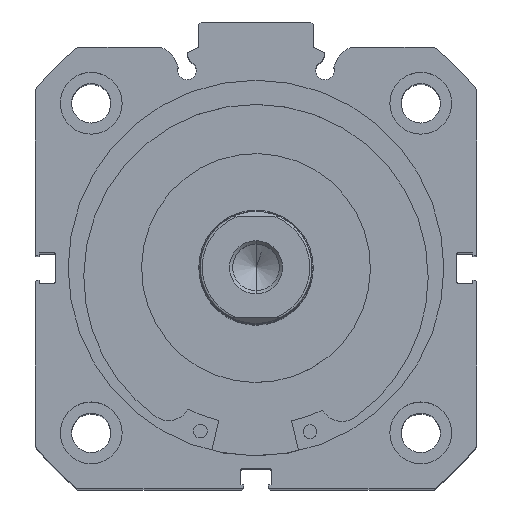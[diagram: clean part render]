
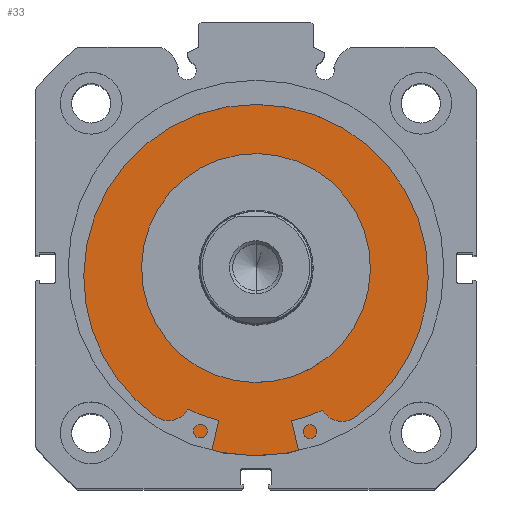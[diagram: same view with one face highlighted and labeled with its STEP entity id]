
A CAD part, top view. The second image highlights one B-rep face of the part: STEP entity #33.
In plain terms, the highlighted face is planar.
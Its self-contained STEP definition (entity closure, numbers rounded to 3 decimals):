
#33 = ADVANCED_FACE ( 'NONE', ( #2140, #2145 ), #1205, .F. ) ;
#179 = DIRECTION ( 'NONE',  ( -1., 0., 0. ) ) ;
#497 = VERTEX_POINT ( 'NONE', #914 ) ;
#563 = VERTEX_POINT ( 'NONE', #881 ) ;
#712 = VERTEX_POINT ( 'NONE', #831 ) ;
#757 = VERTEX_POINT ( 'NONE', #817 ) ;
#817 = CARTESIAN_POINT ( 'NONE',  ( 4., 0., 41. ) ) ;
#831 = CARTESIAN_POINT ( 'NONE',  ( 4., 0., -25. ) ) ;
#881 = CARTESIAN_POINT ( 'NONE',  ( 4., 0., -41. ) ) ;
#914 = CARTESIAN_POINT ( 'NONE',  ( 4., 0., 25. ) ) ;
#1203 = DIRECTION ( 'NONE',  ( 0., 0., -1. ) ) ;
#1204 = DIRECTION ( 'NONE',  ( 1., 0., 0. ) ) ;
#1205 = PLANE ( 'NONE',  #3177 ) ;
#1206 = CARTESIAN_POINT ( 'NONE',  ( 4., 41., 0. ) ) ;
#1587 = EDGE_LOOP ( 'NONE', ( #1819, #1766 ) ) ;
#1643 = EDGE_LOOP ( 'NONE', ( #1793, #1789 ) ) ;
#1766 = ORIENTED_EDGE ( 'NONE', *, *, #7071, .T. ) ;
#1789 = ORIENTED_EDGE ( 'NONE', *, *, #7069, .F. ) ;
#1793 = ORIENTED_EDGE ( 'NONE', *, *, #7083, .F. ) ;
#1819 = ORIENTED_EDGE ( 'NONE', *, *, #7078, .T. ) ;
#2140 = FACE_BOUND ( 'NONE', #1643, .T. ) ;
#2145 = FACE_OUTER_BOUND ( 'NONE', #1587, .T. ) ;
#3177 = AXIS2_PLACEMENT_3D ( 'NONE', #1206, #1204, #1203 ) ;
#3535 = AXIS2_PLACEMENT_3D ( 'NONE', #4829, #4868, #4869 ) ;
#3536 = AXIS2_PLACEMENT_3D ( 'NONE', #4873, #4874, #4875 ) ;
#3542 = AXIS2_PLACEMENT_3D ( 'NONE', #4881, #179, #5380 ) ;
#3543 = AXIS2_PLACEMENT_3D ( 'NONE', #5389, #5390, #5391 ) ;
#4829 = CARTESIAN_POINT ( 'NONE',  ( 4., 0., 0. ) ) ;
#4868 = DIRECTION ( 'NONE',  ( -1., 0., 0. ) ) ;
#4869 = DIRECTION ( 'NONE',  ( 0., 0., 1. ) ) ;
#4873 = CARTESIAN_POINT ( 'NONE',  ( 4., 0., 0. ) ) ;
#4874 = DIRECTION ( 'NONE',  ( -1., 0., 0. ) ) ;
#4875 = DIRECTION ( 'NONE',  ( 0., 0., 1. ) ) ;
#4881 = CARTESIAN_POINT ( 'NONE',  ( 4., 0., 0. ) ) ;
#4993 = CIRCLE ( 'NONE', #3535, 25. ) ;
#4996 = CIRCLE ( 'NONE', #3536, 41. ) ;
#5006 = CIRCLE ( 'NONE', #3542, 41. ) ;
#5015 = CIRCLE ( 'NONE', #3543, 25. ) ;
#5380 = DIRECTION ( 'NONE',  ( 0., 0., 1. ) ) ;
#5389 = CARTESIAN_POINT ( 'NONE',  ( 4., 0., 0. ) ) ;
#5390 = DIRECTION ( 'NONE',  ( -1., 0., 0. ) ) ;
#5391 = DIRECTION ( 'NONE',  ( 0., 0., 1. ) ) ;
#7069 = EDGE_CURVE ( 'NONE', #712, #497, #4993, .T. ) ;
#7071 = EDGE_CURVE ( 'NONE', #563, #757, #4996, .T. ) ;
#7078 = EDGE_CURVE ( 'NONE', #757, #563, #5006, .T. ) ;
#7083 = EDGE_CURVE ( 'NONE', #497, #712, #5015, .T. ) ;
